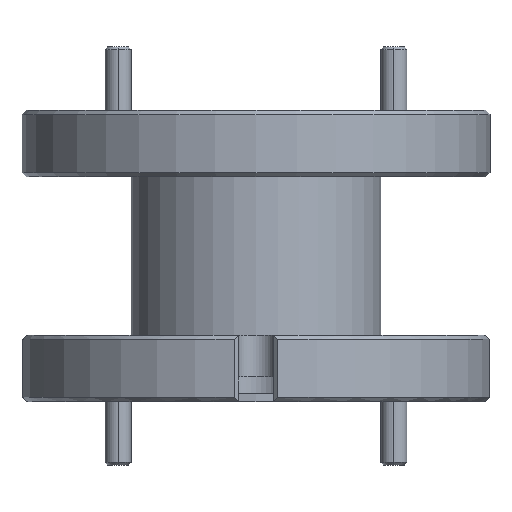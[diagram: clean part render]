
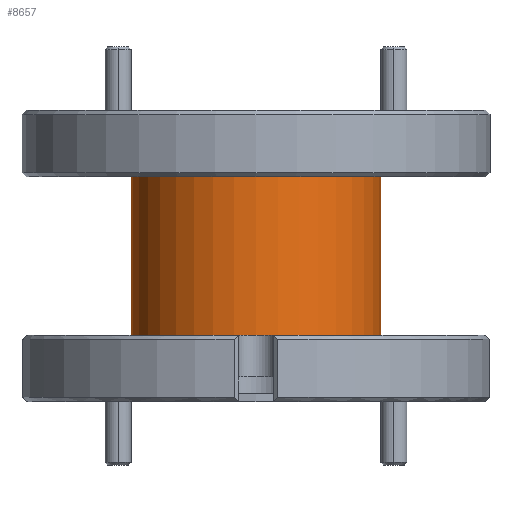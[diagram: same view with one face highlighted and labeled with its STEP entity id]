
A CAD part, left-side view. The second image highlights one B-rep face of the part: STEP entity #8657.
In plain terms, the highlighted cylindrical face has radius 7.62 mm (diameter 15.24 mm), a partial arc.
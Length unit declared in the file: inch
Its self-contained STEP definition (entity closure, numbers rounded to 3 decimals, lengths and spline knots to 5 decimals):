
#131 = DIRECTION ( 'NONE',  ( 0., 1., 0. ) ) ;
#331 = ORIENTED_EDGE ( 'NONE', *, *, #3077, .F. ) ;
#471 = CARTESIAN_POINT ( 'NONE',  ( 0., 0.3, -0.7 ) ) ;
#556 = CARTESIAN_POINT ( 'NONE',  ( 0., -0.3, -0.54 ) ) ;
#716 = FACE_OUTER_BOUND ( 'NONE', #1299, .T. ) ;
#850 = DIRECTION ( 'NONE',  ( 0., 1., 0. ) ) ;
#863 = CARTESIAN_POINT ( 'NONE',  ( 0., 0.3, -0.16 ) ) ;
#1182 = LINE ( 'NONE', #5888, #4373 ) ;
#1195 = ORIENTED_EDGE ( 'NONE', *, *, #3527, .T. ) ;
#1299 = EDGE_LOOP ( 'NONE', ( #331, #1955, #1195, #2608 ) ) ;
#1775 = VERTEX_POINT ( 'NONE', #556 ) ;
#1955 = ORIENTED_EDGE ( 'NONE', *, *, #7908, .T. ) ;
#2608 = ORIENTED_EDGE ( 'NONE', *, *, #6391, .F. ) ;
#2818 = CARTESIAN_POINT ( 'NONE',  ( 0., 0., -0.16 ) ) ;
#2880 = VERTEX_POINT ( 'NONE', #3974 ) ;
#3077 = EDGE_CURVE ( 'NONE', #5281, #1775, #1182, .T. ) ;
#3084 = VECTOR ( 'NONE', #3150, 39.37008 ) ;
#3150 = DIRECTION ( 'NONE',  ( 0., 0., -1. ) ) ;
#3237 = DIRECTION ( 'NONE',  ( 0., 0., -1. ) ) ;
#3398 = AXIS2_PLACEMENT_3D ( 'NONE', #4842, #7793, #7583 ) ;
#3527 = EDGE_CURVE ( 'NONE', #7642, #2880, #7223, .T. ) ;
#3974 = CARTESIAN_POINT ( 'NONE',  ( 0., 0.3, -0.54 ) ) ;
#4160 = AXIS2_PLACEMENT_3D ( 'NONE', #4764, #5469, #131 ) ;
#4373 = VECTOR ( 'NONE', #3237, 39.37008 ) ;
#4473 = CARTESIAN_POINT ( 'NONE',  ( 0., -0.3, -0.16 ) ) ;
#4764 = CARTESIAN_POINT ( 'NONE',  ( 0., 0., -0.7 ) ) ;
#4842 = CARTESIAN_POINT ( 'NONE',  ( 0., 0., -0.54 ) ) ;
#5281 = VERTEX_POINT ( 'NONE', #4473 ) ;
#5413 = CIRCLE ( 'NONE', #5715, 0.3 ) ;
#5465 = DIRECTION ( 'NONE',  ( 0., 0., -1. ) ) ;
#5469 = DIRECTION ( 'NONE',  ( 0., 0., -1. ) ) ;
#5715 = AXIS2_PLACEMENT_3D ( 'NONE', #2818, #5465, #850 ) ;
#5888 = CARTESIAN_POINT ( 'NONE',  ( 0., -0.3, -0.7 ) ) ;
#6391 = EDGE_CURVE ( 'NONE', #1775, #2880, #8695, .T. ) ;
#7019 = CYLINDRICAL_SURFACE ( 'NONE', #4160, 0.3 ) ;
#7223 = LINE ( 'NONE', #471, #3084 ) ;
#7583 = DIRECTION ( 'NONE',  ( 0., 1., 0. ) ) ;
#7642 = VERTEX_POINT ( 'NONE', #863 ) ;
#7793 = DIRECTION ( 'NONE',  ( 0., 0., -1. ) ) ;
#7908 = EDGE_CURVE ( 'NONE', #5281, #7642, #5413, .T. ) ;
#8657 = ADVANCED_FACE ( 'NONE', ( #716 ), #7019, .T. ) ;
#8695 = CIRCLE ( 'NONE', #3398, 0.3 ) ;
